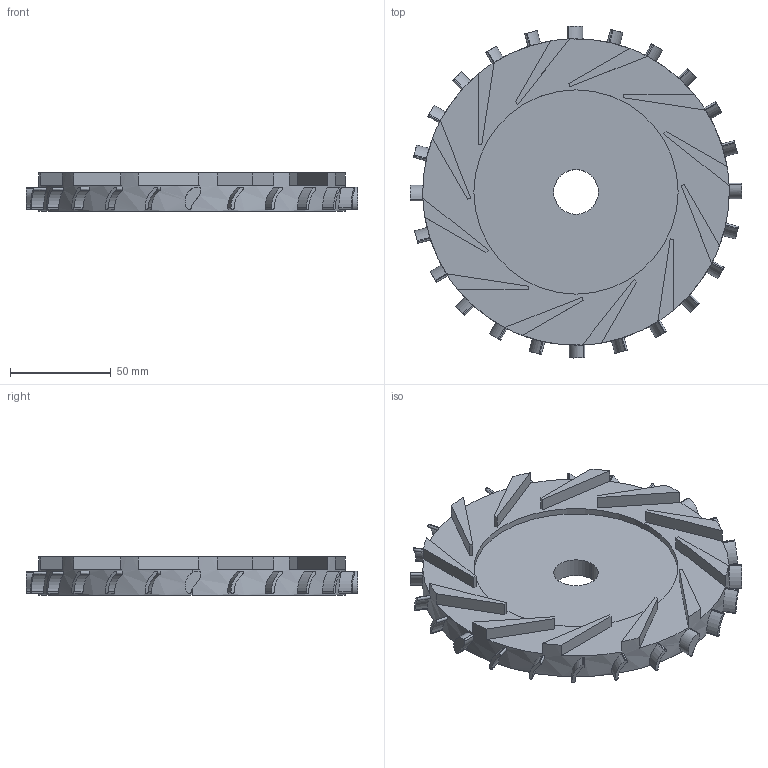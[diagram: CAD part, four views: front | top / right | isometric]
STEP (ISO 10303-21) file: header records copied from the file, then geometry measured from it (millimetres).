
FILE_DESCRIPTION (( 'STEP AP214' ), '1' );
FILE_NAME ('diffusor_plate_JET.STEP', '2024-01-18T01:49:41', ( '' ), ( '' ), 'SwSTEP 2.0', 'SolidWorks 2022', '' );
FILE_SCHEMA (( 'AUTOMOTIVE_DESIGN' ));
Length unit declared in the file: inch
Products named in the file (1): diffusor_plate_JET
Bounding box: 165.1 x 165.1 x 19.05 mm (x, y, z)
Volume: 205915 mm3; surface area: 56332.3 mm2
Topology: 1 solids, 1 shells, 200 faces, 522 edges, 348 vertices
Faces by surface type: cylinder 114, plane 76, bspline 8, torus 2
Entity records: 7358 total; most frequent: CARTESIAN_POINT 2509, ORIENTED_EDGE 1044, DIRECTION 930, EDGE_CURVE 522, VERTEX_POINT 348, AXIS2_PLACEMENT_3D 343, VECTOR 244, LINE 244
